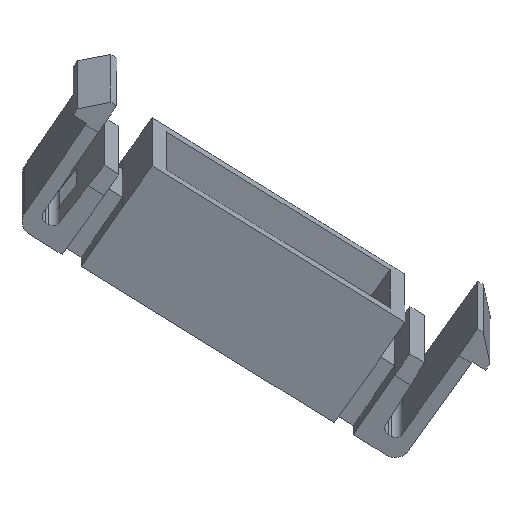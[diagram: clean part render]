
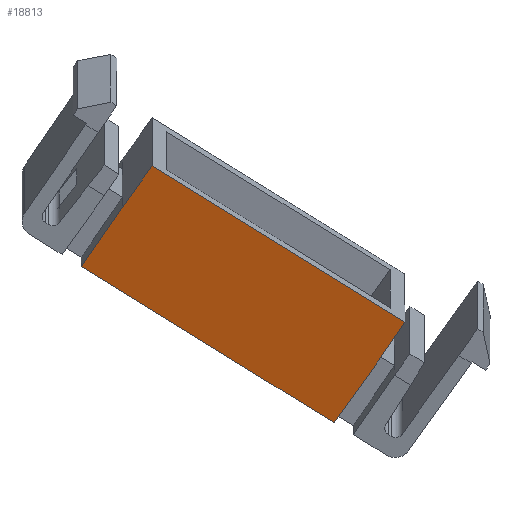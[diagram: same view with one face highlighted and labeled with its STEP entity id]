
A CAD part, front view. The second image highlights one B-rep face of the part: STEP entity #18813.
In plain terms, the highlighted face is planar.
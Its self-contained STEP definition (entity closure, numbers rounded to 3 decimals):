
#5711=CARTESIAN_POINT('Control Point',(-9.45,-4.346,4.7)) ;
#5712=CARTESIAN_POINT('Control Point',(-9.409,-4.305,0.)) ;
#5713=CARTESIAN_POINT('Vertex',(-9.409,-4.305,0.)) ;
#5715=CARTESIAN_POINT('Vertex',(-9.45,-4.346,4.7)) ;
#5748=CARTESIAN_POINT('Control Point',(9.45,-4.346,4.7)) ;
#5749=CARTESIAN_POINT('Control Point',(9.409,-4.305,0.)) ;
#5750=CARTESIAN_POINT('Vertex',(9.45,-4.346,4.7)) ;
#5752=CARTESIAN_POINT('Vertex',(9.409,-4.305,0.)) ;
#18668=CARTESIAN_POINT('Control Point',(-9.45,-4.346,4.7)) ;
#18669=CARTESIAN_POINT('Control Point',(-9.392,-4.375,8.)) ;
#18670=CARTESIAN_POINT('Vertex',(-9.392,-4.375,8.)) ;
#18784=CARTESIAN_POINT('Axis2P3D Location',(0.,-4.375,8.)) ;
#18789=CARTESIAN_POINT('Line Origine',(0.,-4.375,8.)) ;
#18793=CARTESIAN_POINT('Vertex',(9.392,-4.375,8.)) ;
#18796=CARTESIAN_POINT('Line Origine',(0.,-4.305,0.)) ;
#18802=CARTESIAN_POINT('Control Point',(9.45,-4.346,4.7)) ;
#18803=CARTESIAN_POINT('Control Point',(9.392,-4.375,8.)) ;
#18785=DIRECTION('Axis2P3D Direction',(0.,-1.,-0.009)) ;
#18786=DIRECTION('Axis2P3D XDirection',(1.,0.,0.)) ;
#18790=DIRECTION('Vector Direction',(1.,0.,0.)) ;
#18797=DIRECTION('Vector Direction',(1.,0.,0.)) ;
#18787=AXIS2_PLACEMENT_3D('Plane Axis2P3D',#18784,#18785,#18786) ;
#18806=ORIENTED_EDGE('',*,*,#18795,.F.) ;
#18807=ORIENTED_EDGE('',*,*,#18672,.T.) ;
#18808=ORIENTED_EDGE('',*,*,#5717,.F.) ;
#18809=ORIENTED_EDGE('',*,*,#18800,.F.) ;
#18810=ORIENTED_EDGE('',*,*,#5754,.F.) ;
#18811=ORIENTED_EDGE('',*,*,#18804,.T.) ;
#18791=VECTOR('Line Direction',#18790,1.) ;
#18798=VECTOR('Line Direction',#18797,1.) ;
#18813=ADVANCED_FACE('PartBody',(#18812),#18788,.T.) ;
#5710=B_SPLINE_CURVE_WITH_KNOTS('',1,(#5711,#5712),.UNSPECIFIED.,.F.,.U.,(2,2),(-2.35,2.35),.UNSPECIFIED.) ;
#5747=B_SPLINE_CURVE_WITH_KNOTS('',1,(#5748,#5749),.UNSPECIFIED.,.F.,.U.,(2,2),(-2.35,2.35),.UNSPECIFIED.) ;
#18667=B_SPLINE_CURVE_WITH_KNOTS('',1,(#18668,#18669),.UNSPECIFIED.,.F.,.U.,(2,2),(-1.65,1.65),.UNSPECIFIED.) ;
#18801=B_SPLINE_CURVE_WITH_KNOTS('',1,(#18802,#18803),.UNSPECIFIED.,.F.,.U.,(2,2),(-1.65,1.65),.UNSPECIFIED.) ;
#5717=EDGE_CURVE('',#5714,#5716,#5710,.F.) ;
#5754=EDGE_CURVE('',#5751,#5753,#5747,.T.) ;
#18672=EDGE_CURVE('',#18671,#5716,#18667,.F.) ;
#18795=EDGE_CURVE('',#18671,#18794,#18792,.T.) ;
#18800=EDGE_CURVE('',#5753,#5714,#18799,.F.) ;
#18804=EDGE_CURVE('',#5751,#18794,#18801,.T.) ;
#18805=EDGE_LOOP('',(#18806,#18807,#18808,#18809,#18810,#18811)) ;
#18812=FACE_OUTER_BOUND('',#18805,.T.) ;
#18792=LINE('Line',#18789,#18791) ;
#18799=LINE('Line',#18796,#18798) ;
#18788=PLANE('',#18787) ;
#5714=VERTEX_POINT('',#5713) ;
#5716=VERTEX_POINT('',#5715) ;
#5751=VERTEX_POINT('',#5750) ;
#5753=VERTEX_POINT('',#5752) ;
#18671=VERTEX_POINT('',#18670) ;
#18794=VERTEX_POINT('',#18793) ;
